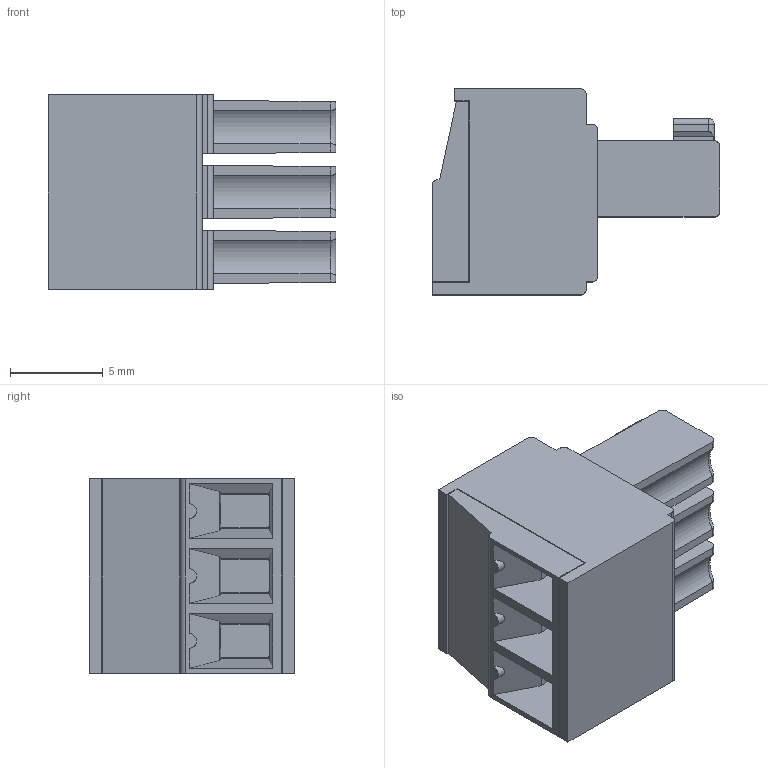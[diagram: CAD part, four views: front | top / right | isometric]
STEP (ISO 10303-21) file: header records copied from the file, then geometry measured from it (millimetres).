
FILE_DESCRIPTION(('STEP AP214'),'1');
FILE_NAME('SH03-3,5.stp','2018-11-19T08:37:18',(' '),(' '),'Spatial InterOp 3D',' ',' ');
FILE_SCHEMA(('AUTOMOTIVE_DESIGN { 1 0 10303 214 1 1 1 1 }'));
Length unit declared in the file: metre
Products named in the file (1): 1
Bounding box: 15.5 x 11.1 x 10.5 mm (x, y, z)
Volume: 991.3 mm3; surface area: 1309.5 mm2
Topology: 1 solids, 1 shells, 253 faces, 672 edges, 428 vertices
Faces by surface type: plane 171, cylinder 58, torus 9, cone 9, sphere 6
Full cylindrical faces by diameter (mm): 1.2 x3, 2.8 x3, 3 x3
Entity records: 9693 total; most frequent: CARTESIAN_POINT 1489, ORIENTED_EDGE 1274, DIRECTION 1257, EDGE_CURVE 637, LINE 469, VECTOR 469, VERTEX_POINT 417, AXIS2_PLACEMENT_3D 394
